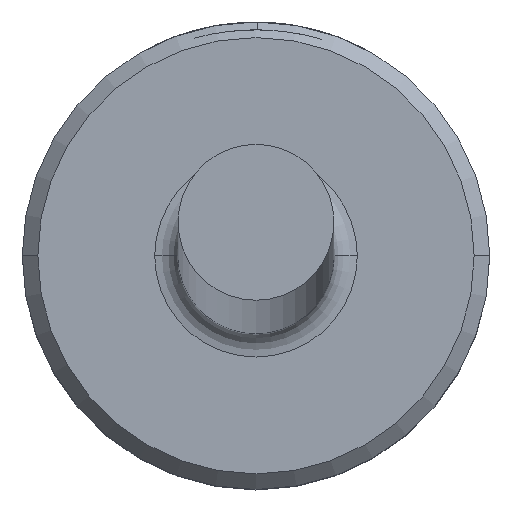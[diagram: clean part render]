
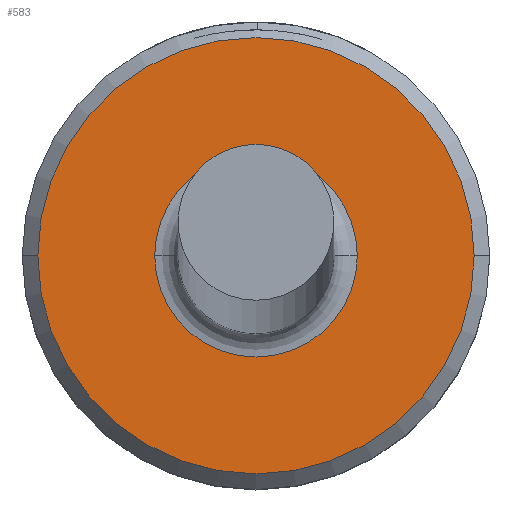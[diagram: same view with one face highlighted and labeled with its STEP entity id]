
A CAD part, top view. The second image highlights one B-rep face of the part: STEP entity #583.
In plain terms, the highlighted planar face has unit normal (0, 0, 1).
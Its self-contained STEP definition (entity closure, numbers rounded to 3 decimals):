
#17 = CARTESIAN_POINT ( 'NONE',  ( -2.8, 0., 4. ) ) ;
#18 = DIRECTION ( 'NONE',  ( 0., 0., -1. ) ) ;
#39 = EDGE_LOOP ( 'NONE', ( #749, #463 ) ) ;
#94 = CIRCLE ( 'NONE', #380, 2.8 ) ;
#100 = DIRECTION ( 'NONE',  ( 0., 0., -1. ) ) ;
#145 = FACE_BOUND ( 'NONE', #343, .T. ) ;
#151 = DIRECTION ( 'NONE',  ( 0., 0., 1. ) ) ;
#156 = EDGE_CURVE ( 'NONE', #870, #414, #290, .T. ) ;
#172 = CARTESIAN_POINT ( 'NONE',  ( -1.3, 0., 4. ) ) ;
#174 = ORIENTED_EDGE ( 'NONE', *, *, #395, .T. ) ;
#188 = CARTESIAN_POINT ( 'NONE',  ( 0., 0., 4. ) ) ;
#279 = CIRCLE ( 'NONE', #514, 1.3 ) ;
#282 = DIRECTION ( 'NONE',  ( 1., 0., 0. ) ) ;
#289 = AXIS2_PLACEMENT_3D ( 'NONE', #898, #151, #1064 ) ;
#290 = CIRCLE ( 'NONE', #944, 2.8 ) ;
#319 = AXIS2_PLACEMENT_3D ( 'NONE', #575, #18, #667 ) ;
#343 = EDGE_LOOP ( 'NONE', ( #174, #369 ) ) ;
#369 = ORIENTED_EDGE ( 'NONE', *, *, #432, .T. ) ;
#374 = CARTESIAN_POINT ( 'NONE',  ( 1.3, 0., 4. ) ) ;
#380 = AXIS2_PLACEMENT_3D ( 'NONE', #188, #845, #282 ) ;
#387 = EDGE_CURVE ( 'NONE', #414, #870, #94, .T. ) ;
#388 = CARTESIAN_POINT ( 'NONE',  ( 2.8, 0., 4. ) ) ;
#390 = VERTEX_POINT ( 'NONE', #374 ) ;
#395 = EDGE_CURVE ( 'NONE', #831, #390, #279, .T. ) ;
#414 = VERTEX_POINT ( 'NONE', #388 ) ;
#421 = PLANE ( 'NONE',  #289 ) ;
#432 = EDGE_CURVE ( 'NONE', #390, #831, #748, .T. ) ;
#463 = ORIENTED_EDGE ( 'NONE', *, *, #387, .T. ) ;
#514 = AXIS2_PLACEMENT_3D ( 'NONE', #663, #100, #755 ) ;
#575 = CARTESIAN_POINT ( 'NONE',  ( 0., 0., 4. ) ) ;
#583 = ADVANCED_FACE ( 'NONE', ( #1130, #145 ), #421, .T. ) ;
#653 = DIRECTION ( 'NONE',  ( 1., 0., 0. ) ) ;
#663 = CARTESIAN_POINT ( 'NONE',  ( 0., 0., 4. ) ) ;
#667 = DIRECTION ( 'NONE',  ( -1., 0., 0. ) ) ;
#717 = DIRECTION ( 'NONE',  ( 0., 0., 1. ) ) ;
#731 = CARTESIAN_POINT ( 'NONE',  ( 0., 0., 4. ) ) ;
#748 = CIRCLE ( 'NONE', #319, 1.3 ) ;
#749 = ORIENTED_EDGE ( 'NONE', *, *, #156, .T. ) ;
#755 = DIRECTION ( 'NONE',  ( -1., 0., 0. ) ) ;
#831 = VERTEX_POINT ( 'NONE', #172 ) ;
#845 = DIRECTION ( 'NONE',  ( 0., 0., 1. ) ) ;
#870 = VERTEX_POINT ( 'NONE', #17 ) ;
#898 = CARTESIAN_POINT ( 'NONE',  ( 0., 0., 4. ) ) ;
#944 = AXIS2_PLACEMENT_3D ( 'NONE', #731, #717, #653 ) ;
#1064 = DIRECTION ( 'NONE',  ( 1., 0., 0. ) ) ;
#1130 = FACE_OUTER_BOUND ( 'NONE', #39, .T. ) ;
